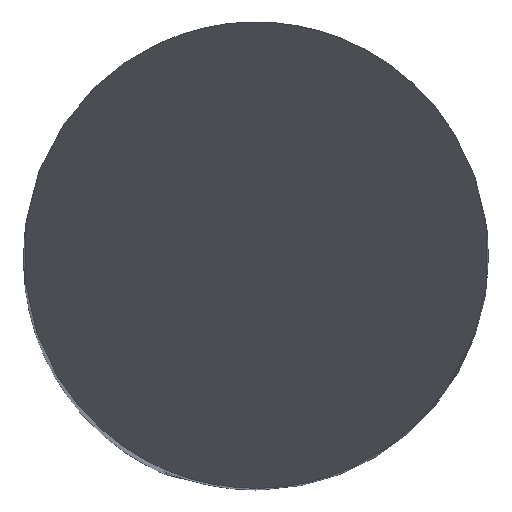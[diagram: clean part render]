
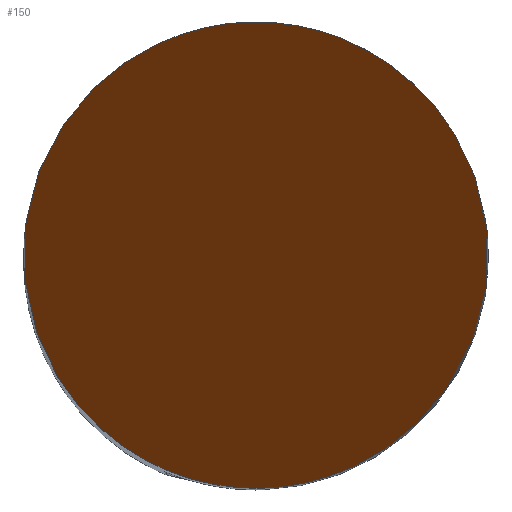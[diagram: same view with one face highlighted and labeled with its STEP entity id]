
A CAD part, top view. The second image highlights one B-rep face of the part: STEP entity #150.
In plain terms, the highlighted planar face has unit normal (0, -0.866, 0.5).
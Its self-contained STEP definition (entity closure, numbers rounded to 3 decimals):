
#62=PLANE('',#512);
#71=(
BOUNDED_CURVE()
B_SPLINE_CURVE(3,(#795,#796,#797,#798),.UNSPECIFIED.,.F.,.F.)
B_SPLINE_CURVE_WITH_KNOTS((4,4),(0.,1.),.UNSPECIFIED.)
CURVE()
GEOMETRIC_REPRESENTATION_ITEM()
RATIONAL_B_SPLINE_CURVE((1.,0.333,0.333,1.))
REPRESENTATION_ITEM('')
);
#75=(
BOUNDED_CURVE()
B_SPLINE_CURVE(3,(#1111,#1112,#1113,#1114),.UNSPECIFIED.,.F.,.F.)
B_SPLINE_CURVE_WITH_KNOTS((4,4),(0.,1.),.UNSPECIFIED.)
CURVE()
GEOMETRIC_REPRESENTATION_ITEM()
RATIONAL_B_SPLINE_CURVE((1.,0.333,0.333,1.))
REPRESENTATION_ITEM('')
);
#150=ADVANCED_FACE('',(#178),#62,.F.);
#178=FACE_OUTER_BOUND('',#203,.T.);
#203=EDGE_LOOP('',(#297,#298));
#297=ORIENTED_EDGE('',*,*,#399,.F.);
#298=ORIENTED_EDGE('',*,*,#423,.F.);
#354=VERTEX_POINT('',#794);
#355=VERTEX_POINT('',#799);
#399=EDGE_CURVE('',#354,#355,#71,.T.);
#423=EDGE_CURVE('',#355,#354,#75,.T.);
#512=AXIS2_PLACEMENT_3D('',#1115,#578,#579);
#578=DIRECTION('',(0.,0.866,-0.5));
#579=DIRECTION('',(0.,0.5,0.866));
#794=CARTESIAN_POINT('',(0.,-3.5,-6.062));
#795=CARTESIAN_POINT('',(0.,-3.5,-6.062));
#796=CARTESIAN_POINT('',(-7.,-3.5,-6.062));
#797=CARTESIAN_POINT('',(-7.,3.5,6.062));
#798=CARTESIAN_POINT('',(0.,3.5,6.062));
#799=CARTESIAN_POINT('',(0.,3.5,6.062));
#1111=CARTESIAN_POINT('',(0.,3.5,6.062));
#1112=CARTESIAN_POINT('',(7.,3.5,6.062));
#1113=CARTESIAN_POINT('',(7.,-3.5,-6.062));
#1114=CARTESIAN_POINT('',(0.,-3.5,-6.062));
#1115=CARTESIAN_POINT('',(3.75,-3.5,-6.062));
